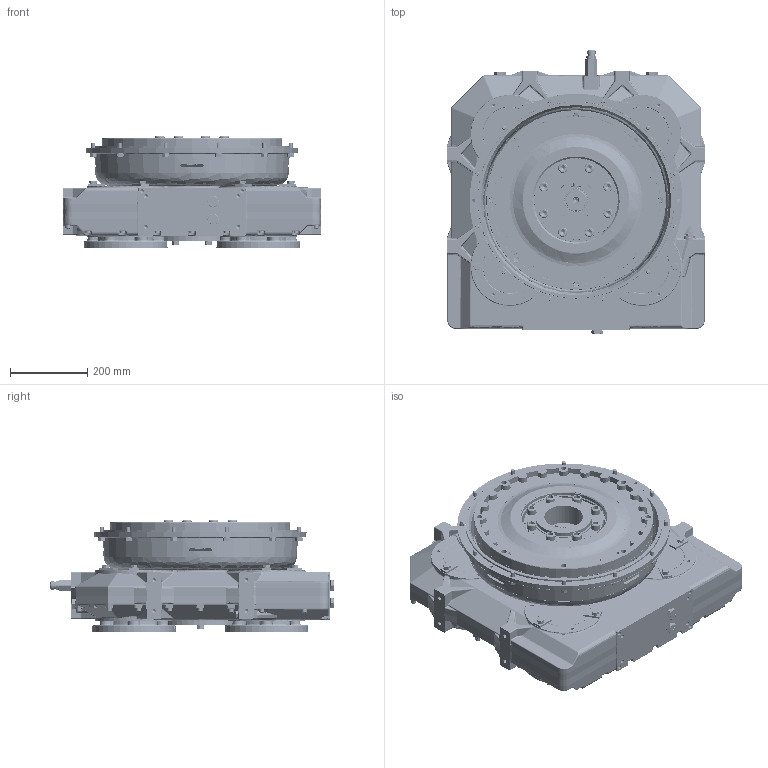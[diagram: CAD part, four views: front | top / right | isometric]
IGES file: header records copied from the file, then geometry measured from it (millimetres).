
Start section: SolidWorks IGES file using analytic representation for surfaces
Global section: file name: 1028864B.IGS; native system: SolidWorks 2007; preprocessor: SolidWorks 2007; author: piccagliad; date: 150203.140352; units: millimetre
Bounding box: 672 x 735.8 x 290.5 mm (x, y, z)
Surface area: 5910351.5 mm2 (no closed solid volume)
Topology: 0 solids, 0 shells, 11634 faces, 158703 edges, 158415 vertices
Faces by surface type: bspline 6388, revolution 5246
